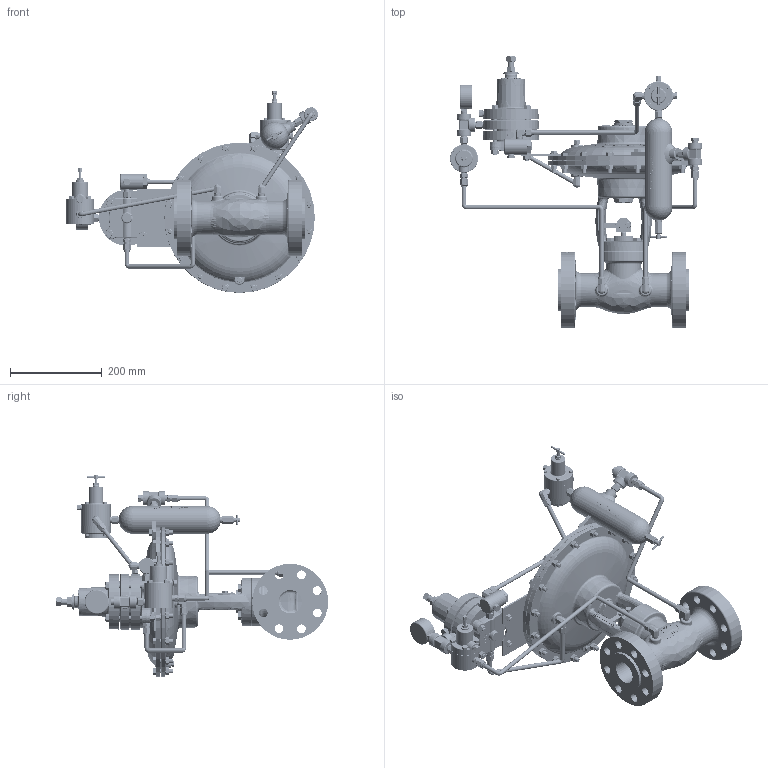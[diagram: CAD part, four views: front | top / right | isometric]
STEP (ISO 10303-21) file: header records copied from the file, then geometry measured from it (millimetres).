
FILE_DESCRIPTION (( 'STEP AP203' ), '1' );
FILE_NAME ('2 INCH HPMV PO (30 HPPR).STEP', '2015-05-19T20:37:46', ( 'PCTech' ), ( 'Microsoft' ), 'SwSTEP 2.0', 'SolidWorks 2015', '' );
FILE_SCHEMA (( 'CONFIG_CONTROL_DESIGN' ));
Length unit declared in the file: inch
Products named in the file (1): 2 INCH HPMV PO (30 HPPR)
Bounding box: 548.1 x 592.27 x 439.32 mm (x, y, z)
Volume: 9231525.1 mm3; surface area: 1536024 mm2
Topology: 173 solids, 173 shells, 7213 faces, 17356 edges, 10726 vertices
Faces by surface type: plane 2883, bspline 1419, cone 1305, cylinder 1071, torus 424, sphere 111
Entity records: 316909 total; most frequent: CARTESIAN_POINT 163101, ORIENTED_EDGE 34432, DIRECTION 27850, EDGE_CURVE 17216, VERTEX_POINT 10717, AXIS2_PLACEMENT_3D 10590, EDGE_LOOP 7631, ADVANCED_FACE 7213
